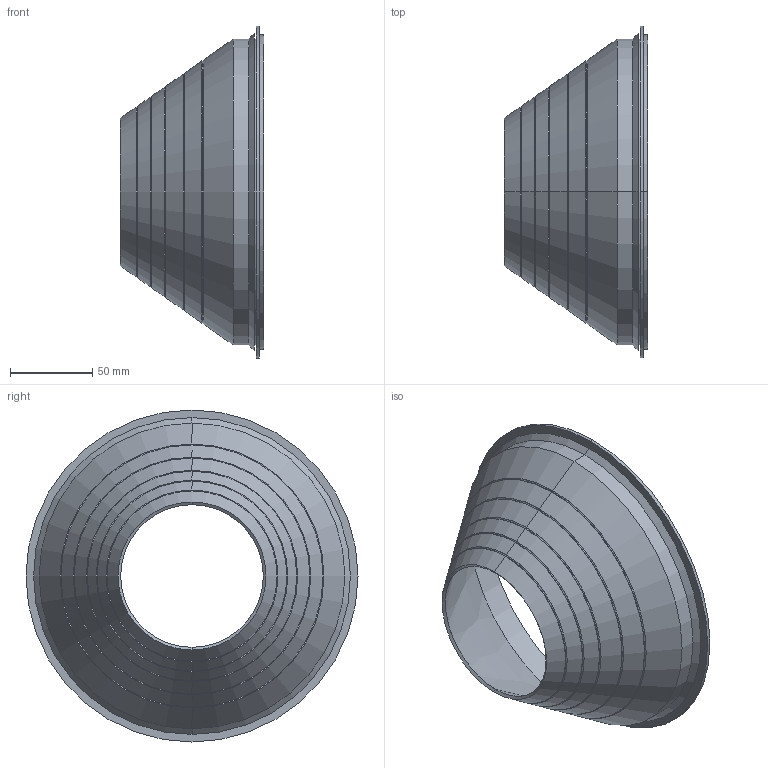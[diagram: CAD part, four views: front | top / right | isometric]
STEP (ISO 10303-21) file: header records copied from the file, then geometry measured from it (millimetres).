
FILE_DESCRIPTION (( 'STEP AP203' ), '1' );
FILE_NAME ('Dummy-PTG(100-180)-GROMMET.STEP', '2012-10-02T23:47:17', ( 'user' ), ( '' ), 'SwSTEP 2.0', 'SolidWorks 2012', '' );
FILE_SCHEMA (( 'CONFIG_CONTROL_DESIGN' ));
Length unit declared in the file: millimetre
Products named in the file (1): Dummy-PTG(100-180)-GROMMET
Bounding box: 87.05 x 202 x 202 mm (x, y, z)
Volume: 102526.3 mm3; surface area: 107594.3 mm2
Topology: 1 solids, 1 shells, 58 faces, 116 edges, 62 vertices
Faces by surface type: torus 22, cone 20, cylinder 12, plane 4
Entity records: 1577 total; most frequent: DIRECTION 318, CARTESIAN_POINT 237, ORIENTED_EDGE 232, AXIS2_PLACEMENT_3D 143, EDGE_CURVE 116, CIRCLE 84, VERTEX_POINT 62, EDGE_LOOP 62
